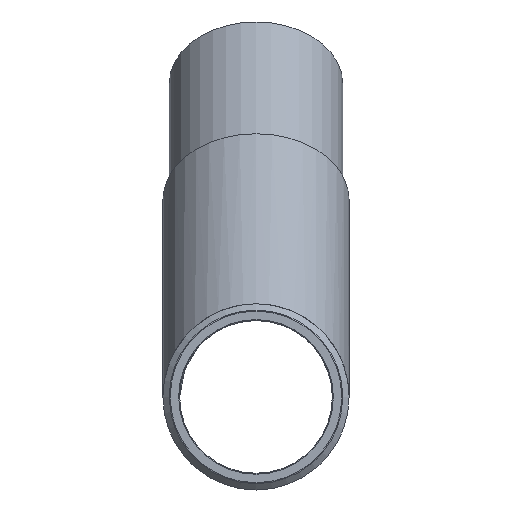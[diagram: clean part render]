
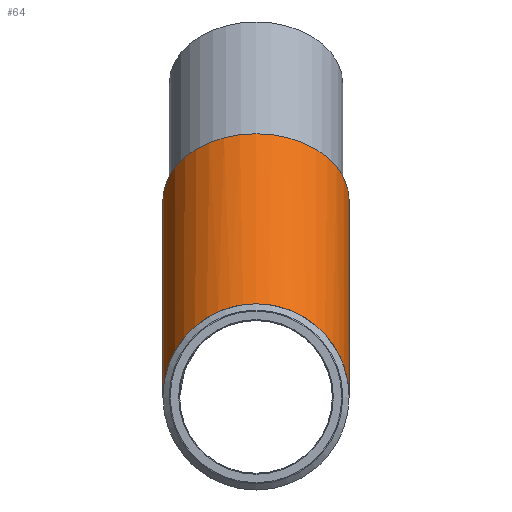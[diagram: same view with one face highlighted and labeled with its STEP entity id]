
A CAD part, left-side view. The second image highlights one B-rep face of the part: STEP entity #64.
In plain terms, the highlighted cylindrical face has radius 48.283 mm (diameter 96.567 mm), a full revolution.
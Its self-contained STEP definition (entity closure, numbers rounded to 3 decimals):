
#64 = ADVANCED_FACE( '', ( #140, #141 ), #142, .T. );
#140 = FACE_OUTER_BOUND( '', #221, .T. );
#141 = FACE_OUTER_BOUND( '', #222, .T. );
#142 = CYLINDRICAL_SURFACE( '', #223, 48.283 );
#221 = EDGE_LOOP( '', ( #320 ) );
#222 = EDGE_LOOP( '', ( #321, #322 ) );
#223 = AXIS2_PLACEMENT_3D( '', #323, #324, #325 );
#320 = ORIENTED_EDGE( '', *, *, #393, .F. );
#321 = ORIENTED_EDGE( '', *, *, #381, .T. );
#322 = ORIENTED_EDGE( '', *, *, #380, .T. );
#323 = CARTESIAN_POINT( '', ( 284.635, 0., 162.635 ) );
#324 = DIRECTION( '', ( -0.707, 0., -0.707 ) );
#325 = DIRECTION( '', ( 0.707, 0., -0.707 ) );
#380 = EDGE_CURVE( '', #429, #430, #431, .T. );
#381 = EDGE_CURVE( '', #430, #429, #432, .F. );
#393 = EDGE_CURVE( '', #449, #449, #450, .T. );
#429 = VERTEX_POINT( '', #489 );
#430 = VERTEX_POINT( '', #490 );
#431 = ELLIPSE( '', #491, 52.261, 48.283 );
#432 = ELLIPSE( '', #492, 126.17, 48.283 );
#449 = VERTEX_POINT( '', #509 );
#450 = CIRCLE( '', #510, 48.283 );
#489 = CARTESIAN_POINT( '', ( 122., 48.283, 0. ) );
#490 = CARTESIAN_POINT( '', ( 122., -48.283, 0. ) );
#491 = AXIS2_PLACEMENT_3D( '', #553, #554, #555 );
#492 = AXIS2_PLACEMENT_3D( '', #556, #557, #558 );
#509 = CARTESIAN_POINT( '', ( 258.472, 0., 68.189 ) );
#510 = AXIS2_PLACEMENT_3D( '', #574, #575, #576 );
#553 = CARTESIAN_POINT( '', ( 122., 0., 0. ) );
#554 = DIRECTION( '', ( 0.924, 0., 0.383 ) );
#555 = DIRECTION( '', ( 0.383, 0., -0.924 ) );
#556 = CARTESIAN_POINT( '', ( 122., 0., 0. ) );
#557 = DIRECTION( '', ( 0.383, 0., -0.924 ) );
#558 = DIRECTION( '', ( 0.924, 0., 0.383 ) );
#574 = CARTESIAN_POINT( '', ( 224.33, 0., 102.33 ) );
#575 = DIRECTION( '', ( 0.707, 0., 0.707 ) );
#576 = DIRECTION( '', ( 0.707, 0., -0.707 ) );
